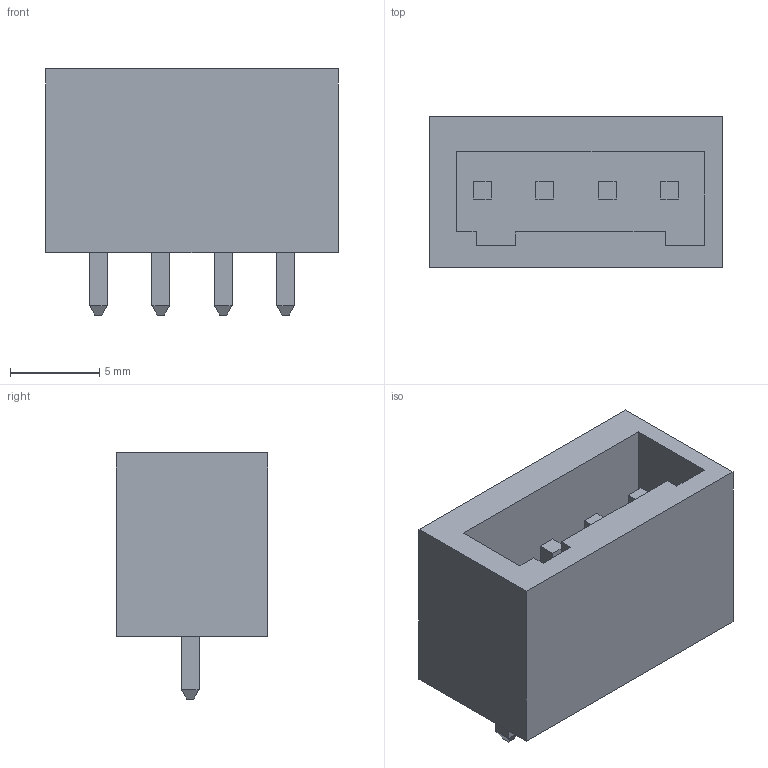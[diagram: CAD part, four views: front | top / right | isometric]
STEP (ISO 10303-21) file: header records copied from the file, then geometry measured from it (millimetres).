
FILE_DESCRIPTION (( 'STEP AP214' ), '1' );
FILE_NAME ('8EDGVC-3.5-04P.STEP', '2021-11-30T04:21:08', ( '' ), ( '' ), 'SwSTEP 2.0', 'SolidWorks 2019', '' );
FILE_SCHEMA (( 'AUTOMOTIVE_DESIGN' ));
Length unit declared in the file: millimetre
Products named in the file (1): 8EDGVC-3.5-04P
Bounding box: 16.4 x 8.5 x 13.8 mm (x, y, z)
Volume: 901.3 mm3; surface area: 1329 mm2
Topology: 5 solids, 5 shells, 57 faces, 122 edges, 76 vertices
Faces by surface type: plane 57
Entity records: 1998 total; most frequent: CARTESIAN_POINT 256, ORIENTED_EDGE 244, DIRECTION 238, LINE 122, EDGE_CURVE 122, VECTOR 122, VERTEX_POINT 76, AXIS2_PLACEMENT_3D 58
